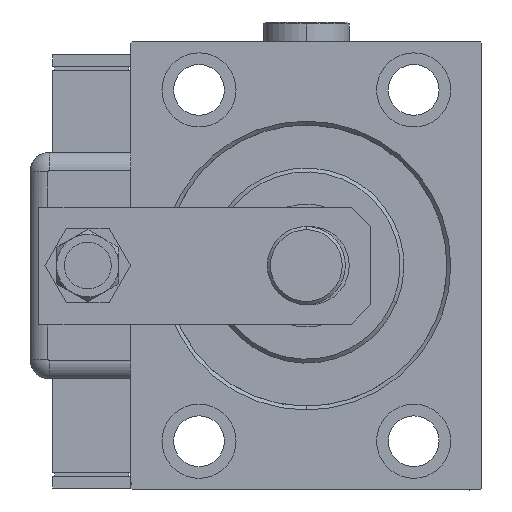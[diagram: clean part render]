
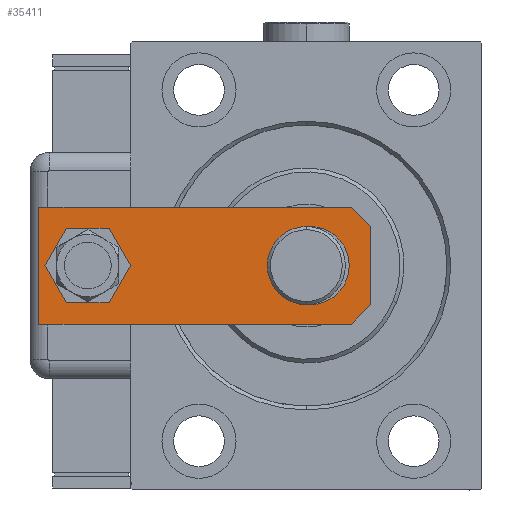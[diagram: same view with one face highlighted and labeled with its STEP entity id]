
A CAD part, left-side view. The second image highlights one B-rep face of the part: STEP entity #35411.
In plain terms, the highlighted face is planar.
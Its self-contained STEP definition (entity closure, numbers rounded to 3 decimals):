
#1916 = AXIS2_PLACEMENT_3D ( 'NONE', #45557, #2024, #59279 ) ;
#2024 = DIRECTION ( 'NONE',  ( 0., 0., 1. ) ) ;
#2192 = LINE ( 'NONE', #36687, #20590 ) ;
#3184 = VERTEX_POINT ( 'NONE', #43102 ) ;
#3631 = CARTESIAN_POINT ( 'NONE',  ( 0., 15.5, 0. ) ) ;
#4240 = CARTESIAN_POINT ( 'NONE',  ( 0., 0., 0. ) ) ;
#4556 = VERTEX_POINT ( 'NONE', #9284 ) ;
#4879 = CIRCLE ( 'NONE', #1916, 10. ) ;
#5335 = CIRCLE ( 'NONE', #46074, 7. ) ;
#5681 = VECTOR ( 'NONE', #60068, 1000. ) ;
#6543 = EDGE_CURVE ( 'NONE', #33165, #4556, #22557, .T. ) ;
#6675 = CIRCLE ( 'NONE', #41441, 10. ) ;
#7301 = AXIS2_PLACEMENT_3D ( 'NONE', #4240, #56239, #23518 ) ;
#8951 = CARTESIAN_POINT ( 'NONE',  ( 15., 5., 0. ) ) ;
#9284 = CARTESIAN_POINT ( 'NONE',  ( -7., 72.5, 0. ) ) ;
#11823 = CARTESIAN_POINT ( 'NONE',  ( 15., 85., 0. ) ) ;
#12133 = LINE ( 'NONE', #26738, #5681 ) ;
#13906 = DIRECTION ( 'NONE',  ( 0., 0., 1. ) ) ;
#16441 = EDGE_CURVE ( 'NONE', #45784, #52437, #2192, .T. ) ;
#16711 = DIRECTION ( 'NONE',  ( 1., 0., 0. ) ) ;
#18194 = DIRECTION ( 'NONE',  ( -0.707, 0.707, 0. ) ) ;
#18196 = VERTEX_POINT ( 'NONE', #28926 ) ;
#19575 = ORIENTED_EDGE ( 'NONE', *, *, #30902, .T. ) ;
#20590 = VECTOR ( 'NONE', #50109, 1000. ) ;
#20818 = CARTESIAN_POINT ( 'NONE',  ( -15., 85., 0. ) ) ;
#22109 = CARTESIAN_POINT ( 'NONE',  ( 15., 5., 0. ) ) ;
#22557 = CIRCLE ( 'NONE', #55384, 7. ) ;
#23518 = DIRECTION ( 'NONE',  ( 1., 0., 0. ) ) ;
#23627 = VECTOR ( 'NONE', #18194, 1000. ) ;
#26738 = CARTESIAN_POINT ( 'NONE',  ( -15., 85., 0. ) ) ;
#27053 = DIRECTION ( 'NONE',  ( 1., 0., 0. ) ) ;
#28194 = PLANE ( 'NONE',  #7301 ) ;
#28926 = CARTESIAN_POINT ( 'NONE',  ( -10., 0., 0. ) ) ;
#29239 = CARTESIAN_POINT ( 'NONE',  ( 15., 0., 0. ) ) ;
#29484 = LINE ( 'NONE', #48487, #41848 ) ;
#29522 = VERTEX_POINT ( 'NONE', #55725 ) ;
#30284 = ORIENTED_EDGE ( 'NONE', *, *, #60502, .F. ) ;
#30480 = VERTEX_POINT ( 'NONE', #22109 ) ;
#30514 = VERTEX_POINT ( 'NONE', #44861 ) ;
#30902 = EDGE_CURVE ( 'NONE', #30480, #29522, #50981, .T. ) ;
#31050 = ORIENTED_EDGE ( 'NONE', *, *, #16441, .F. ) ;
#31275 = LINE ( 'NONE', #36544, #23627 ) ;
#32291 = DIRECTION ( 'NONE',  ( -0.707, -0.707, 0. ) ) ;
#33165 = VERTEX_POINT ( 'NONE', #53082 ) ;
#33470 = FACE_BOUND ( 'NONE', #45350, .T. ) ;
#35411 = ADVANCED_FACE ( 'NONE', ( #36914, #33470, #61515 ), #28194, .F. ) ;
#35691 = ORIENTED_EDGE ( 'NONE', *, *, #45853, .F. ) ;
#36149 = EDGE_CURVE ( 'NONE', #4556, #33165, #5335, .T. ) ;
#36534 = DIRECTION ( 'NONE',  ( 1., 0., 0. ) ) ;
#36544 = CARTESIAN_POINT ( 'NONE',  ( -10., 0., 0. ) ) ;
#36687 = CARTESIAN_POINT ( 'NONE',  ( 15., 85., 0. ) ) ;
#36914 = FACE_OUTER_BOUND ( 'NONE', #55977, .T. ) ;
#36937 = VECTOR ( 'NONE', #41794, 1000. ) ;
#38572 = LINE ( 'NONE', #29239, #36937 ) ;
#40174 = ORIENTED_EDGE ( 'NONE', *, *, #59112, .F. ) ;
#41230 = CARTESIAN_POINT ( 'NONE',  ( 0., 72.5, 0. ) ) ;
#41441 = AXIS2_PLACEMENT_3D ( 'NONE', #3631, #13906, #47196 ) ;
#41517 = ORIENTED_EDGE ( 'NONE', *, *, #46644, .T. ) ;
#41552 = ORIENTED_EDGE ( 'NONE', *, *, #55390, .T. ) ;
#41794 = DIRECTION ( 'NONE',  ( 0., 1., 0. ) ) ;
#41848 = VECTOR ( 'NONE', #16711, 1000. ) ;
#41881 = CARTESIAN_POINT ( 'NONE',  ( 10., 15.5, 0. ) ) ;
#42843 = VERTEX_POINT ( 'NONE', #41881 ) ;
#43102 = CARTESIAN_POINT ( 'NONE',  ( -10., 15.5, 0. ) ) ;
#44861 = CARTESIAN_POINT ( 'NONE',  ( -15., 5., 0. ) ) ;
#45350 = EDGE_LOOP ( 'NONE', ( #48868, #54602 ) ) ;
#45557 = CARTESIAN_POINT ( 'NONE',  ( 0., 15.5, 0. ) ) ;
#45784 = VERTEX_POINT ( 'NONE', #11823 ) ;
#45853 = EDGE_CURVE ( 'NONE', #52437, #30514, #12133, .T. ) ;
#46074 = AXIS2_PLACEMENT_3D ( 'NONE', #41230, #60214, #36534 ) ;
#46369 = EDGE_CURVE ( 'NONE', #3184, #42843, #6675, .T. ) ;
#46644 = EDGE_CURVE ( 'NONE', #18196, #30514, #31275, .T. ) ;
#47196 = DIRECTION ( 'NONE',  ( 1., 0., 0. ) ) ;
#48487 = CARTESIAN_POINT ( 'NONE',  ( -15., 0., 0. ) ) ;
#48868 = ORIENTED_EDGE ( 'NONE', *, *, #36149, .T. ) ;
#50109 = DIRECTION ( 'NONE',  ( -1., 0., 0. ) ) ;
#50981 = LINE ( 'NONE', #8951, #59823 ) ;
#52288 = ORIENTED_EDGE ( 'NONE', *, *, #46369, .T. ) ;
#52437 = VERTEX_POINT ( 'NONE', #20818 ) ;
#53082 = CARTESIAN_POINT ( 'NONE',  ( 7., 72.5, 0. ) ) ;
#54495 = CARTESIAN_POINT ( 'NONE',  ( 0., 72.5, 0. ) ) ;
#54602 = ORIENTED_EDGE ( 'NONE', *, *, #6543, .T. ) ;
#55384 = AXIS2_PLACEMENT_3D ( 'NONE', #54495, #59458, #27053 ) ;
#55390 = EDGE_CURVE ( 'NONE', #42843, #3184, #4879, .T. ) ;
#55725 = CARTESIAN_POINT ( 'NONE',  ( 10., 0., 0. ) ) ;
#55977 = EDGE_LOOP ( 'NONE', ( #40174, #41517, #35691, #31050, #30284, #19575 ) ) ;
#56239 = DIRECTION ( 'NONE',  ( 0., 0., 1. ) ) ;
#59112 = EDGE_CURVE ( 'NONE', #18196, #29522, #29484, .T. ) ;
#59279 = DIRECTION ( 'NONE',  ( 1., 0., 0. ) ) ;
#59458 = DIRECTION ( 'NONE',  ( 0., 0., 1. ) ) ;
#59823 = VECTOR ( 'NONE', #32291, 1000. ) ;
#60068 = DIRECTION ( 'NONE',  ( 0., -1., 0. ) ) ;
#60214 = DIRECTION ( 'NONE',  ( 0., 0., 1. ) ) ;
#60502 = EDGE_CURVE ( 'NONE', #30480, #45784, #38572, .T. ) ;
#60714 = EDGE_LOOP ( 'NONE', ( #52288, #41552 ) ) ;
#61515 = FACE_BOUND ( 'NONE', #60714, .T. ) ;
